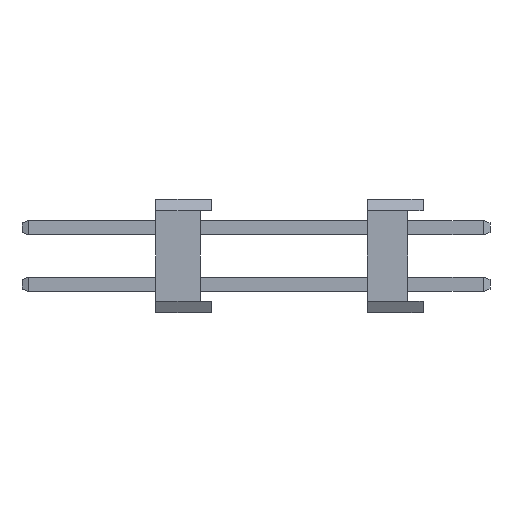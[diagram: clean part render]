
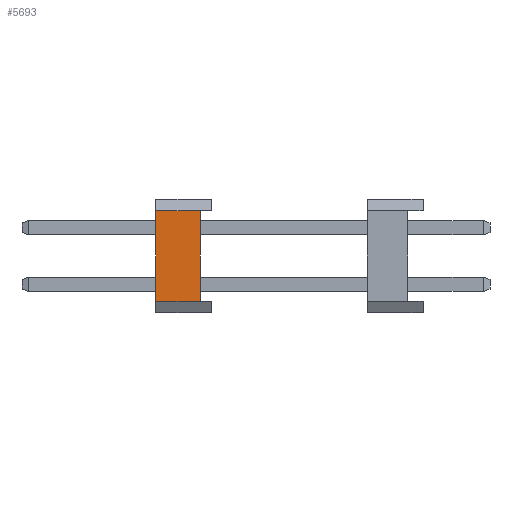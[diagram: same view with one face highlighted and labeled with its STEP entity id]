
A CAD part, left-side view. The second image highlights one B-rep face of the part: STEP entity #5693.
In plain terms, the highlighted planar face has unit normal (-1, 0, 0).
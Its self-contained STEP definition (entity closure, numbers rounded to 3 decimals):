
#961=DIRECTION('',(0.,0.,1.));
#962=VECTOR('',#961,4.041);
#963=CARTESIAN_POINT('',(-6.35,12.,-2.02));
#964=LINE('',#963,#962);
#1409=DIRECTION('',(0.,1.,0.));
#1410=VECTOR('',#1409,2.);
#1411=CARTESIAN_POINT('',(-6.35,10.,-2.02));
#1412=LINE('',#1411,#1410);
#1413=DIRECTION('',(0.,1.,0.));
#1414=VECTOR('',#1413,2.);
#1415=CARTESIAN_POINT('',(-6.35,10.,2.02));
#1416=LINE('',#1415,#1414);
#1417=DIRECTION('',(0.,0.,1.));
#1418=VECTOR('',#1417,4.041);
#1419=CARTESIAN_POINT('',(-6.35,10.,-2.02));
#1420=LINE('',#1419,#1418);
#3525=CARTESIAN_POINT('',(-6.35,12.,-2.02));
#3527=VERTEX_POINT('',#3525);
#3530=CARTESIAN_POINT('',(-6.35,12.,2.02));
#3532=VERTEX_POINT('',#3530);
#3789=CARTESIAN_POINT('',(-6.35,10.,-2.02));
#3790=VERTEX_POINT('',#3789);
#3791=CARTESIAN_POINT('',(-6.35,10.,2.02));
#3792=VERTEX_POINT('',#3791);
#5681=CARTESIAN_POINT('',(-6.35,0.,-2.54));
#5682=DIRECTION('',(-1.,0.,0.));
#5683=DIRECTION('',(0.,0.,1.));
#5684=AXIS2_PLACEMENT_3D('',#5681,#5682,#5683);
#5685=PLANE('',#5684);
#5686=ORIENTED_EDGE('',*,*,#5042,.T.);
#5687=ORIENTED_EDGE('',*,*,#5334,.T.);
#5689=ORIENTED_EDGE('',*,*,#5688,.F.);
#5690=ORIENTED_EDGE('',*,*,#5509,.F.);
#5691=EDGE_LOOP('',(#5686,#5687,#5689,#5690));
#5692=FACE_OUTER_BOUND('',#5691,.F.);
#5042=EDGE_CURVE('',#3790,#3527,#1412,.T.);
#5334=EDGE_CURVE('',#3527,#3532,#964,.T.);
#5509=EDGE_CURVE('',#3790,#3792,#1420,.T.);
#5688=EDGE_CURVE('',#3792,#3532,#1416,.T.);
#5693=ADVANCED_FACE('',(#5692),#5685,.T.);
